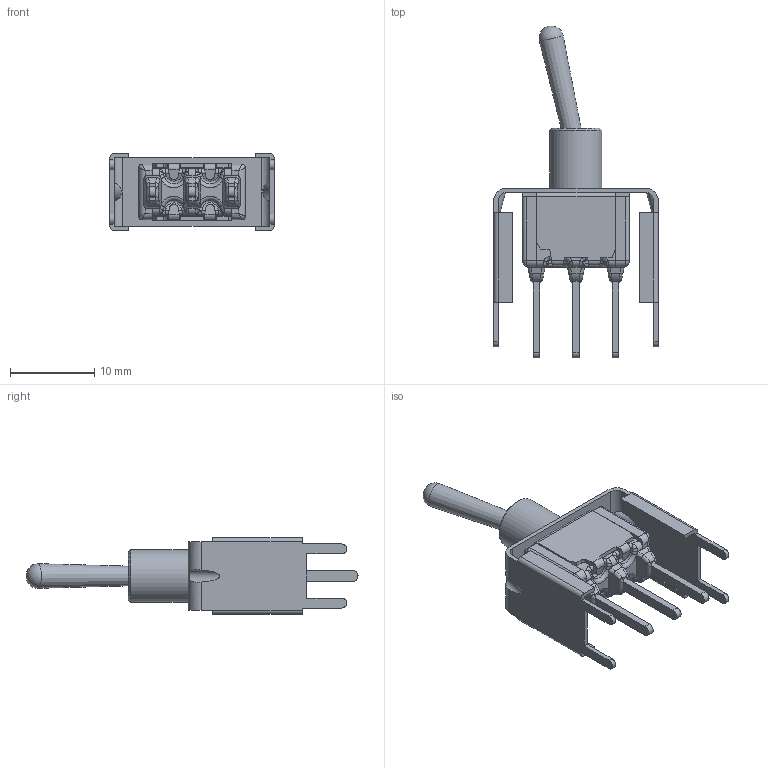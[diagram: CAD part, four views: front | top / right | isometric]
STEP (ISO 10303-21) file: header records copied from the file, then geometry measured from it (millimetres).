
FILE_DESCRIPTION( ( 'STEP AP214' ), '1' );
FILE_NAME( '7101SD9V2BE.stp', '2022-06-16T22:10:06', ( 'License CC BY-ND 4.0' ), ( 'CADENAS' ), ' ', 'PARTsolutions', ' ' );
FILE_SCHEMA( ( 'AUTOMOTIVE_DESIGN { 1 0 10303 214 1 1 1 1 }' ) );
Length unit declared in the file: inch
Products named in the file (2): 7101SD9V2BE; 1
Assembly tree (1 placements, depth 2):
  7101SD9V2BE
    1
Bounding box: 19.56 x 39.48 x 9.14 mm (x, y, z)
Surface area: 2759.3 mm2 (no closed solid volume)
Topology: 0 solids, 701 shells, 701 faces, 3739 edges, 3725 vertices
Faces by surface type: plane 498, cylinder 123, bspline 64, cone 7, torus 6, sphere 3
Full cylindrical faces by diameter (mm): 1.587 x1, 3.531 x1, 4.039 x1
Entity records: 42553 total; most frequent: CARTESIAN_POINT 15963, DIRECTION 4972, VERTEX_POINT 3714, ORIENTED_EDGE 3712, EDGE_CURVE 3712, LINE 2890, VECTOR 2890, AXIS2_PLACEMENT_3D 1041
